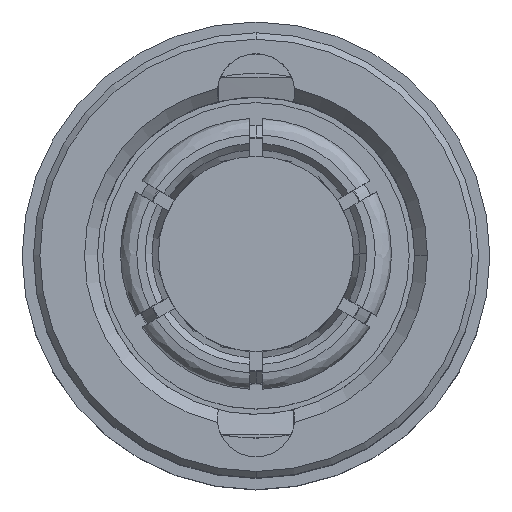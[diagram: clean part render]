
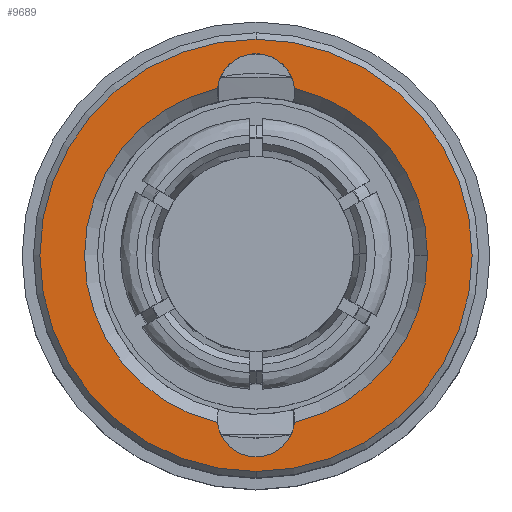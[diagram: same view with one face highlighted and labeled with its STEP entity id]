
A CAD part, top view. The second image highlights one B-rep face of the part: STEP entity #9689.
In plain terms, the highlighted face is planar.
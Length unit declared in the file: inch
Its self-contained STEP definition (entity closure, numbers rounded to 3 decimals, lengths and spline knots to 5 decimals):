
#22 = AXIS2_PLACEMENT_3D ( 'NONE', #9574, #5506, #4810 ) ;
#85 = CARTESIAN_POINT ( 'NONE',  ( 0., 0.19882, 0. ) ) ;
#154 = EDGE_CURVE ( 'NONE', #1690, #8895, #9388, .T. ) ;
#512 = AXIS2_PLACEMENT_3D ( 'NONE', #8629, #6049, #3694 ) ;
#515 = AXIS2_PLACEMENT_3D ( 'NONE', #1427, #523, #3053 ) ;
#523 = DIRECTION ( 'NONE',  ( 1., 0., 0. ) ) ;
#571 = DIRECTION ( 'NONE',  ( 1., 0., 0. ) ) ;
#1427 = CARTESIAN_POINT ( 'NONE',  ( 0., 0., 0. ) ) ;
#1435 = CARTESIAN_POINT ( 'NONE',  ( 0., 0.20391, -0.04697 ) ) ;
#1503 = ORIENTED_EDGE ( 'NONE', *, *, #2518, .T. ) ;
#1578 = EDGE_CURVE ( 'NONE', #9490, #4435, #5092, .T. ) ;
#1632 = FACE_OUTER_BOUND ( 'NONE', #2039, .T. ) ;
#1690 = VERTEX_POINT ( 'NONE', #7019 ) ;
#1695 = DIRECTION ( 'NONE',  ( 1., 0., 0. ) ) ;
#1973 = EDGE_CURVE ( 'NONE', #9276, #6721, #2367, .T. ) ;
#2039 = EDGE_LOOP ( 'NONE', ( #8460, #6137 ) ) ;
#2178 = CARTESIAN_POINT ( 'NONE',  ( 0., 0., 0. ) ) ;
#2208 = PLANE ( 'NONE',  #22 ) ;
#2367 = CIRCLE ( 'NONE', #515, 0.20925 ) ;
#2375 = ORIENTED_EDGE ( 'NONE', *, *, #8328, .T. ) ;
#2414 = CARTESIAN_POINT ( 'NONE',  ( 0., 0., 0.20925 ) ) ;
#2518 = EDGE_CURVE ( 'NONE', #4435, #6843, #9569, .T. ) ;
#2822 = AXIS2_PLACEMENT_3D ( 'NONE', #85, #7987, #7079 ) ;
#2961 = CARTESIAN_POINT ( 'NONE',  ( 0., -0.19882, 0. ) ) ;
#3053 = DIRECTION ( 'NONE',  ( 0., 0., 1. ) ) ;
#3170 = DIRECTION ( 'NONE',  ( 0., 0., 1. ) ) ;
#3223 = CARTESIAN_POINT ( 'NONE',  ( 0., -0.20391, 0.04697 ) ) ;
#3694 = DIRECTION ( 'NONE',  ( 0., 0., 1. ) ) ;
#3872 = DIRECTION ( 'NONE',  ( 1., 0., 0. ) ) ;
#4319 = EDGE_CURVE ( 'NONE', #8895, #1690, #6496, .T. ) ;
#4435 = VERTEX_POINT ( 'NONE', #2414 ) ;
#4810 = DIRECTION ( 'NONE',  ( 0., 0., -1. ) ) ;
#5092 = CIRCLE ( 'NONE', #512, 0.20925 ) ;
#5356 = CARTESIAN_POINT ( 'NONE',  ( 0., 0., 0. ) ) ;
#5506 = DIRECTION ( 'NONE',  ( 1., 0., 0. ) ) ;
#5662 = DIRECTION ( 'NONE',  ( 1., 0., 0. ) ) ;
#5785 = AXIS2_PLACEMENT_3D ( 'NONE', #2178, #3872, #7889 ) ;
#6049 = DIRECTION ( 'NONE',  ( 1., 0., 0. ) ) ;
#6137 = ORIENTED_EDGE ( 'NONE', *, *, #4319, .F. ) ;
#6247 = FACE_BOUND ( 'NONE', #8382, .T. ) ;
#6272 = CARTESIAN_POINT ( 'NONE',  ( 0., -0.20391, -0.04697 ) ) ;
#6350 = ORIENTED_EDGE ( 'NONE', *, *, #1578, .T. ) ;
#6496 = CIRCLE ( 'NONE', #10416, 0.26378 ) ;
#6721 = VERTEX_POINT ( 'NONE', #1435 ) ;
#6798 = EDGE_CURVE ( 'NONE', #6843, #9276, #9142, .T. ) ;
#6829 = ORIENTED_EDGE ( 'NONE', *, *, #1973, .T. ) ;
#6843 = VERTEX_POINT ( 'NONE', #3223 ) ;
#7019 = CARTESIAN_POINT ( 'NONE',  ( 0., -0.26378, 0. ) ) ;
#7079 = DIRECTION ( 'NONE',  ( 0., 0., 1. ) ) ;
#7763 = DIRECTION ( 'NONE',  ( 0., 1., 0. ) ) ;
#7889 = DIRECTION ( 'NONE',  ( 0., 1., 0. ) ) ;
#7987 = DIRECTION ( 'NONE',  ( 1., 0., 0. ) ) ;
#8020 = CARTESIAN_POINT ( 'NONE',  ( 0., 0., 0. ) ) ;
#8179 = CARTESIAN_POINT ( 'NONE',  ( 0., 0.26378, 0. ) ) ;
#8328 = EDGE_CURVE ( 'NONE', #6721, #9490, #10161, .T. ) ;
#8382 = EDGE_LOOP ( 'NONE', ( #8744, #6829, #2375, #6350, #1503 ) ) ;
#8460 = ORIENTED_EDGE ( 'NONE', *, *, #154, .F. ) ;
#8521 = CARTESIAN_POINT ( 'NONE',  ( 0., 0.20391, 0.04697 ) ) ;
#8629 = CARTESIAN_POINT ( 'NONE',  ( 0., 0., 0. ) ) ;
#8744 = ORIENTED_EDGE ( 'NONE', *, *, #6798, .T. ) ;
#8895 = VERTEX_POINT ( 'NONE', #8179 ) ;
#8938 = DIRECTION ( 'NONE',  ( 0., 0., 1. ) ) ;
#9142 = CIRCLE ( 'NONE', #10306, 0.04724 ) ;
#9276 = VERTEX_POINT ( 'NONE', #6272 ) ;
#9388 = CIRCLE ( 'NONE', #5785, 0.26378 ) ;
#9490 = VERTEX_POINT ( 'NONE', #8521 ) ;
#9569 = CIRCLE ( 'NONE', #10079, 0.20925 ) ;
#9574 = CARTESIAN_POINT ( 'NONE',  ( 0., 0., 0. ) ) ;
#9689 = ADVANCED_FACE ( 'NONE', ( #6247, #1632 ), #2208, .F. ) ;
#10079 = AXIS2_PLACEMENT_3D ( 'NONE', #8020, #5662, #8938 ) ;
#10161 = CIRCLE ( 'NONE', #2822, 0.04724 ) ;
#10306 = AXIS2_PLACEMENT_3D ( 'NONE', #2961, #1695, #3170 ) ;
#10416 = AXIS2_PLACEMENT_3D ( 'NONE', #5356, #571, #7763 ) ;
